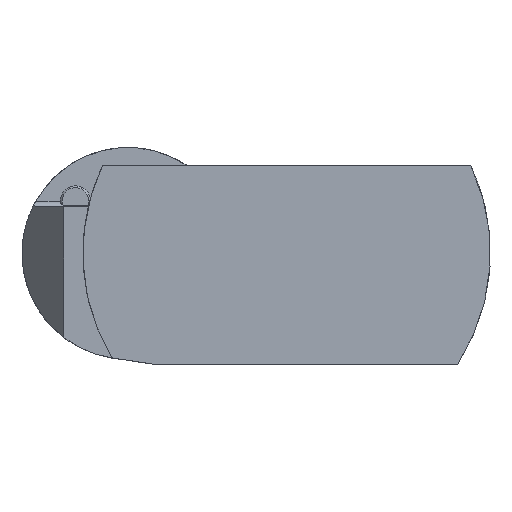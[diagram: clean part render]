
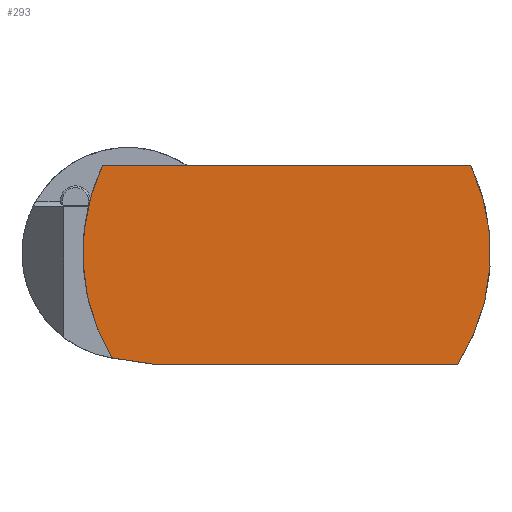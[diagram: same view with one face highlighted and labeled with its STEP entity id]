
A CAD part, top view. The second image highlights one B-rep face of the part: STEP entity #293.
In plain terms, the highlighted planar face has unit normal (0, 0, 1).
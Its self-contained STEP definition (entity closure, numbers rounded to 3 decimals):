
#90=PLANE('',#1034);
#138=LINE('',#1488,#217);
#141=LINE('',#1499,#220);
#144=LINE('',#1505,#223);
#217=VECTOR('',#1176,1.);
#220=VECTOR('',#1191,1.);
#223=VECTOR('',#1198,1.);
#293=ADVANCED_FACE('',(#345),#90,.F.);
#345=FACE_OUTER_BOUND('',#392,.T.);
#392=EDGE_LOOP('',(#543,#544,#545,#546,#547,#548));
#456=CIRCLE('',#1020,20.);
#460=CIRCLE('',#1027,38.5);
#461=CIRCLE('',#1029,38.5);
#543=ORIENTED_EDGE('',*,*,#831,.T.);
#544=ORIENTED_EDGE('',*,*,#846,.T.);
#545=ORIENTED_EDGE('',*,*,#843,.F.);
#546=ORIENTED_EDGE('',*,*,#839,.F.);
#547=ORIENTED_EDGE('',*,*,#837,.T.);
#548=ORIENTED_EDGE('',*,*,#841,.F.);
#741=VERTEX_POINT('',#1474);
#742=VERTEX_POINT('',#1476);
#746=VERTEX_POINT('',#1487);
#747=VERTEX_POINT('',#1489);
#748=VERTEX_POINT('',#1493);
#749=VERTEX_POINT('',#1500);
#831=EDGE_CURVE('',#742,#741,#456,.T.);
#837=EDGE_CURVE('',#747,#746,#138,.T.);
#839=EDGE_CURVE('',#747,#748,#460,.T.);
#841=EDGE_CURVE('',#742,#746,#461,.T.);
#843=EDGE_CURVE('',#748,#749,#141,.T.);
#846=EDGE_CURVE('',#741,#749,#144,.T.);
#1020=AXIS2_PLACEMENT_3D('',#1475,#1162,#1163);
#1027=AXIS2_PLACEMENT_3D('',#1492,#1180,#1181);
#1029=AXIS2_PLACEMENT_3D('',#1496,#1185,#1186);
#1034=AXIS2_PLACEMENT_3D('',#1506,#1199,#1200);
#1162=DIRECTION('',(0.,0.,1.));
#1163=DIRECTION('',(0.,-1.,0.));
#1176=DIRECTION('',(-1.,0.,0.));
#1180=DIRECTION('',(0.,0.,-1.));
#1181=DIRECTION('',(-1.,0.,0.));
#1185=DIRECTION('',(0.,0.,-1.));
#1186=DIRECTION('',(-1.,0.,0.));
#1191=DIRECTION('',(-1.,0.,0.));
#1198=DIRECTION('',(0.988,-0.152,0.));
#1199=DIRECTION('',(0.,0.,-1.));
#1200=DIRECTION('',(0.,1.,0.));
#1474=CARTESIAN_POINT('',(-33.03,-19.769,0.));
#1475=CARTESIAN_POINT('',(-30.,0.,0.));
#1476=CARTESIAN_POINT('',(-33.038,-19.768,0.));
#1487=CARTESIAN_POINT('',(-34.785,16.5,0.));
#1488=CARTESIAN_POINT('',(34.785,16.5,0.));
#1489=CARTESIAN_POINT('',(34.785,16.5,0.));
#1492=CARTESIAN_POINT('',(0.,0.,0.));
#1493=CARTESIAN_POINT('',(32.268,-21.,0.));
#1496=CARTESIAN_POINT('',(0.,0.,0.));
#1499=CARTESIAN_POINT('',(32.268,-21.,0.));
#1500=CARTESIAN_POINT('',(-25.,-21.,0.));
#1505=CARTESIAN_POINT('',(-66.086,-14.702,0.));
#1506=CARTESIAN_POINT('',(-60.,25.,0.));
